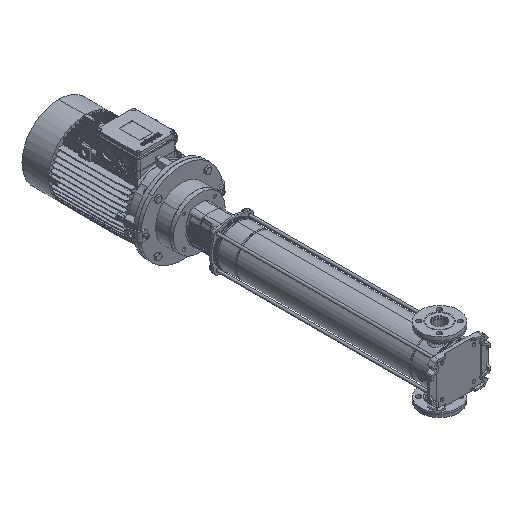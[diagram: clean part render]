
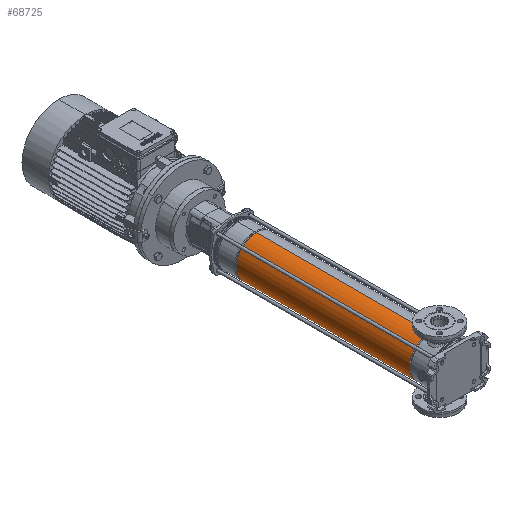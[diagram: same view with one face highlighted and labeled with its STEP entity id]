
A CAD part, isometric view. The second image highlights one B-rep face of the part: STEP entity #68725.
In plain terms, the highlighted cylindrical face has radius 85.9 mm (diameter 171.8 mm), a partial arc.
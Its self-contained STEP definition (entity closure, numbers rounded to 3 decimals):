
#4920 = AXIS2_PLACEMENT_3D ( 'NONE', #90898, #49994, #73419 ) ;
#4945 = CARTESIAN_POINT ( 'NONE',  ( 85.9, 0., 832.103 ) ) ;
#7256 = VECTOR ( 'NONE', #21315, 1000. ) ;
#7432 = ORIENTED_EDGE ( 'NONE', *, *, #18738, .F. ) ;
#8352 = LINE ( 'NONE', #47675, #91764 ) ;
#9489 = AXIS2_PLACEMENT_3D ( 'NONE', #51485, #67978, #83894 ) ;
#12602 = CYLINDRICAL_SURFACE ( 'NONE', #72114, 85.9 ) ;
#12655 = CARTESIAN_POINT ( 'NONE',  ( -85.9, 0., 93.897 ) ) ;
#15803 = CARTESIAN_POINT ( 'NONE',  ( 85.9, 0., 93.897 ) ) ;
#18738 = EDGE_CURVE ( 'NONE', #104434, #67055, #47292, .T. ) ;
#20058 = DIRECTION ( 'NONE',  ( 0., 0., -1. ) ) ;
#21315 = DIRECTION ( 'NONE',  ( 0., 0., -1. ) ) ;
#31729 = DIRECTION ( 'NONE',  ( 0., 0., -1. ) ) ;
#47292 = CIRCLE ( 'NONE', #4920, 85.9 ) ;
#47675 = CARTESIAN_POINT ( 'NONE',  ( -85.9, 0., 0. ) ) ;
#49994 = DIRECTION ( 'NONE',  ( 0., 0., -1. ) ) ;
#51485 = CARTESIAN_POINT ( 'NONE',  ( 0., 0., 832.103 ) ) ;
#52360 = ORIENTED_EDGE ( 'NONE', *, *, #62695, .T. ) ;
#61690 = LINE ( 'NONE', #94108, #7256 ) ;
#62695 = EDGE_CURVE ( 'NONE', #93840, #67055, #8352, .T. ) ;
#65044 = EDGE_CURVE ( 'NONE', #85671, #104434, #61690, .T. ) ;
#67055 = VERTEX_POINT ( 'NONE', #12655 ) ;
#67978 = DIRECTION ( 'NONE',  ( 0., 0., -1. ) ) ;
#68725 = ADVANCED_FACE ( 'NONE', ( #76910 ), #12602, .T. ) ;
#72114 = AXIS2_PLACEMENT_3D ( 'NONE', #75337, #20058, #75872 ) ;
#73419 = DIRECTION ( 'NONE',  ( -1., 0., 0. ) ) ;
#73981 = CIRCLE ( 'NONE', #9489, 85.9 ) ;
#74219 = EDGE_LOOP ( 'NONE', ( #93917, #99575, #52360, #7432 ) ) ;
#75337 = CARTESIAN_POINT ( 'NONE',  ( 0., 0., 0. ) ) ;
#75872 = DIRECTION ( 'NONE',  ( -1., 0., 0. ) ) ;
#76910 = FACE_OUTER_BOUND ( 'NONE', #74219, .T. ) ;
#83894 = DIRECTION ( 'NONE',  ( -1., 0., 0. ) ) ;
#84191 = EDGE_CURVE ( 'NONE', #85671, #93840, #73981, .T. ) ;
#85671 = VERTEX_POINT ( 'NONE', #4945 ) ;
#90898 = CARTESIAN_POINT ( 'NONE',  ( 0., 0., 93.897 ) ) ;
#91764 = VECTOR ( 'NONE', #31729, 1000. ) ;
#93840 = VERTEX_POINT ( 'NONE', #101610 ) ;
#93917 = ORIENTED_EDGE ( 'NONE', *, *, #65044, .F. ) ;
#94108 = CARTESIAN_POINT ( 'NONE',  ( 85.9, 0., 0. ) ) ;
#99575 = ORIENTED_EDGE ( 'NONE', *, *, #84191, .T. ) ;
#101610 = CARTESIAN_POINT ( 'NONE',  ( -85.9, 0., 832.103 ) ) ;
#104434 = VERTEX_POINT ( 'NONE', #15803 ) ;
